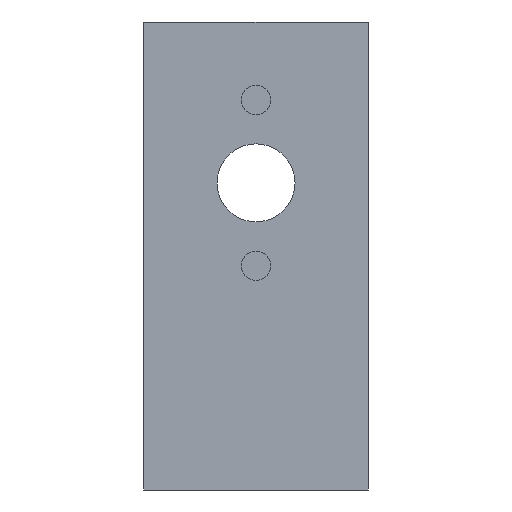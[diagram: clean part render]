
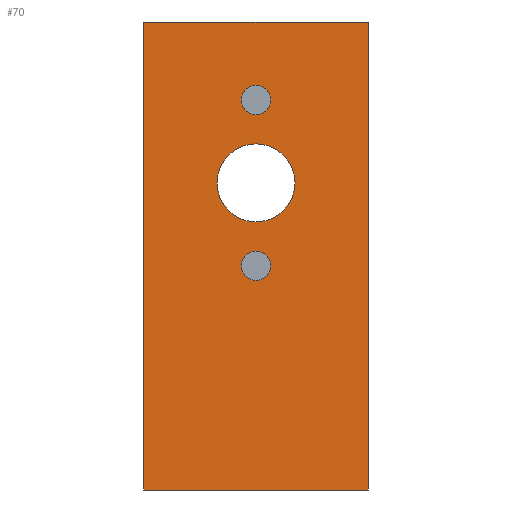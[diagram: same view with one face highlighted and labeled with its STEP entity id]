
A CAD part, left-side view. The second image highlights one B-rep face of the part: STEP entity #70.
In plain terms, the highlighted planar face has unit normal (-1, 0, 0).
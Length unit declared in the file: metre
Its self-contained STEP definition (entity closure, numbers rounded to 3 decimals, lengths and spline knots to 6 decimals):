
#70 = ADVANCED_FACE( '', ( #156, #157, #158, #159 ), #160, .T. );
#156 = FACE_BOUND( '', #241, .T. );
#157 = FACE_BOUND( '', #242, .T. );
#158 = FACE_BOUND( '', #243, .T. );
#159 = FACE_OUTER_BOUND( '', #244, .T. );
#160 = PLANE( '', #245 );
#241 = EDGE_LOOP( '', ( #380 ) );
#242 = EDGE_LOOP( '', ( #381 ) );
#243 = EDGE_LOOP( '', ( #382 ) );
#244 = EDGE_LOOP( '', ( #383, #384, #385, #386 ) );
#245 = AXIS2_PLACEMENT_3D( '', #387, #388, #389 );
#380 = ORIENTED_EDGE( '', *, *, #458, .F. );
#381 = ORIENTED_EDGE( '', *, *, #423, .F. );
#382 = ORIENTED_EDGE( '', *, *, #463, .F. );
#383 = ORIENTED_EDGE( '', *, *, #436, .F. );
#384 = ORIENTED_EDGE( '', *, *, #455, .F. );
#385 = ORIENTED_EDGE( '', *, *, #464, .T. );
#386 = ORIENTED_EDGE( '', *, *, #412, .T. );
#387 = CARTESIAN_POINT( '', ( -0.03, 0., 0.005 ) );
#388 = DIRECTION( '', ( -1., 0., 0. ) );
#389 = DIRECTION( '', ( 0., 0., 1. ) );
#412 = EDGE_CURVE( '', #472, #470, #473, .T. );
#423 = EDGE_CURVE( '', #491, #491, #492, .T. );
#436 = EDGE_CURVE( '', #513, #470, #515, .T. );
#455 = EDGE_CURVE( '', #541, #513, #543, .T. );
#458 = EDGE_CURVE( '', #546, #546, #547, .T. );
#463 = EDGE_CURVE( '', #552, #552, #553, .T. );
#464 = EDGE_CURVE( '', #541, #472, #554, .T. );
#470 = VERTEX_POINT( '', #560 );
#472 = VERTEX_POINT( '', #563 );
#473 = LINE( '', #564, #565 );
#491 = VERTEX_POINT( '', #589 );
#492 = CIRCLE( '', #590, 0.0015 );
#513 = VERTEX_POINT( '', #614 );
#515 = LINE( '', #617, #618 );
#541 = VERTEX_POINT( '', #652 );
#543 = LINE( '', #655, #656 );
#546 = VERTEX_POINT( '', #659 );
#547 = CIRCLE( '', #660, 0.0015 );
#552 = VERTEX_POINT( '', #665 );
#553 = CIRCLE( '', #666, 0.004 );
#554 = LINE( '', #667, #668 );
#560 = CARTESIAN_POINT( '', ( -0.03, 0.0115, 0. ) );
#563 = CARTESIAN_POINT( '', ( -0.03, 0.0115, 0.048 ) );
#564 = CARTESIAN_POINT( '', ( -0.03, 0.0115, 0.005 ) );
#565 = VECTOR( '', #673, 1. );
#589 = CARTESIAN_POINT( '', ( -0.03, 0., 0.0245 ) );
#590 = AXIS2_PLACEMENT_3D( '', #686, #687, #688 );
#614 = CARTESIAN_POINT( '', ( -0.03, -0.0115, 0. ) );
#617 = CARTESIAN_POINT( '', ( -0.03, 0., 0. ) );
#618 = VECTOR( '', #711, 1. );
#652 = CARTESIAN_POINT( '', ( -0.03, -0.0115, 0.048 ) );
#655 = CARTESIAN_POINT( '', ( -0.03, -0.0115, 0.005 ) );
#656 = VECTOR( '', #736, 1. );
#659 = CARTESIAN_POINT( '', ( -0.03, 0., 0.0415 ) );
#660 = AXIS2_PLACEMENT_3D( '', #737, #738, #739 );
#665 = CARTESIAN_POINT( '', ( -0.03, 0., 0.0355 ) );
#666 = AXIS2_PLACEMENT_3D( '', #740, #741, #742 );
#667 = CARTESIAN_POINT( '', ( -0.03, 0., 0.048 ) );
#668 = VECTOR( '', #743, 1. );
#673 = DIRECTION( '', ( 0., 0., -1. ) );
#686 = CARTESIAN_POINT( '', ( -0.03, 0., 0.023 ) );
#687 = DIRECTION( '', ( -1., 0., 0. ) );
#688 = DIRECTION( '', ( 0., 0., 1. ) );
#711 = DIRECTION( '', ( 0., 1., 0. ) );
#736 = DIRECTION( '', ( 0., 0., -1. ) );
#737 = CARTESIAN_POINT( '', ( -0.03, 0., 0.04 ) );
#738 = DIRECTION( '', ( -1., 0., 0. ) );
#739 = DIRECTION( '', ( 0., 0., 1. ) );
#740 = CARTESIAN_POINT( '', ( -0.03, 0., 0.0315 ) );
#741 = DIRECTION( '', ( -1., 0., 0. ) );
#742 = DIRECTION( '', ( 0., 0., 1. ) );
#743 = DIRECTION( '', ( 0., 1., 0. ) );
